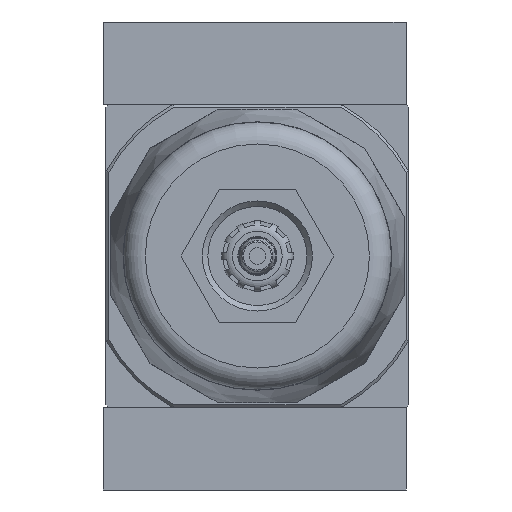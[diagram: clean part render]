
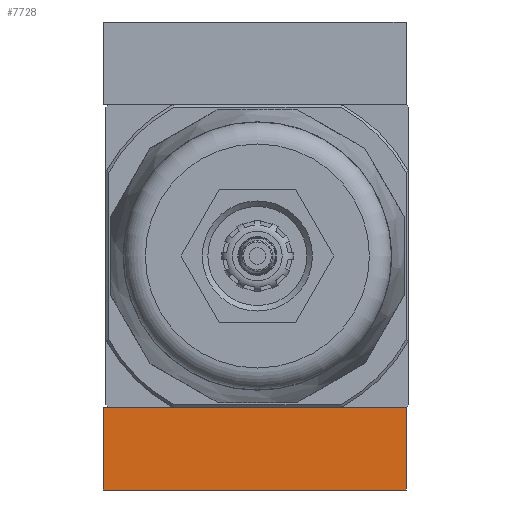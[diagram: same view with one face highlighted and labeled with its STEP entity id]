
A CAD part, front view. The second image highlights one B-rep face of the part: STEP entity #7728.
In plain terms, the highlighted face is planar.
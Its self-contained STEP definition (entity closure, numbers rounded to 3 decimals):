
#417=LINE('',#12038,#844);
#422=LINE('',#12052,#849);
#424=LINE('',#12056,#851);
#425=LINE('',#12057,#852);
#844=VECTOR('',#9524,1000.);
#849=VECTOR('',#9537,1000.);
#851=VECTOR('',#9541,1000.);
#852=VECTOR('',#9542,1000.);
#1157=PLANE('',#8280);
#2358=ORIENTED_EDGE('',*,*,#3692,.T.);
#2359=ORIENTED_EDGE('',*,*,#3683,.F.);
#2360=ORIENTED_EDGE('',*,*,#3693,.F.);
#2361=ORIENTED_EDGE('',*,*,#3690,.T.);
#3683=EDGE_CURVE('',#4431,#4428,#417,.T.);
#3690=EDGE_CURVE('',#4437,#4436,#422,.T.);
#3692=EDGE_CURVE('',#4436,#4428,#424,.T.);
#3693=EDGE_CURVE('',#4437,#4431,#425,.T.);
#4428=VERTEX_POINT('',#12032);
#4431=VERTEX_POINT('',#12037);
#4436=VERTEX_POINT('',#12051);
#4437=VERTEX_POINT('',#12053);
#5292=EDGE_LOOP('',(#2358,#2359,#2360,#2361));
#5825=FACE_BOUND('',#5292,.T.);
#7728=ADVANCED_FACE('',(#5825),#1157,.F.);
#8280=AXIS2_PLACEMENT_3D('',#12055,#9539,#9540);
#9524=DIRECTION('',(0.,0.,-1.));
#9537=DIRECTION('',(0.,0.,-1.));
#9539=DIRECTION('',(0.,-1.,0.));
#9540=DIRECTION('',(0.,0.,-1.));
#9541=DIRECTION('',(-1.,0.,0.));
#9542=DIRECTION('',(-1.,0.,0.));
#12032=CARTESIAN_POINT('',(-27.5,16.,-7.5));
#12037=CARTESIAN_POINT('',(-27.5,16.,7.5));
#12038=CARTESIAN_POINT('',(-27.5,16.,7.5));
#12051=CARTESIAN_POINT('',(27.5,16.,-7.5));
#12052=CARTESIAN_POINT('',(27.5,16.,7.5));
#12053=CARTESIAN_POINT('',(27.5,16.,7.5));
#12055=CARTESIAN_POINT('',(27.5,16.,7.5));
#12056=CARTESIAN_POINT('',(27.5,16.,-7.5));
#12057=CARTESIAN_POINT('',(27.5,16.,7.5));
